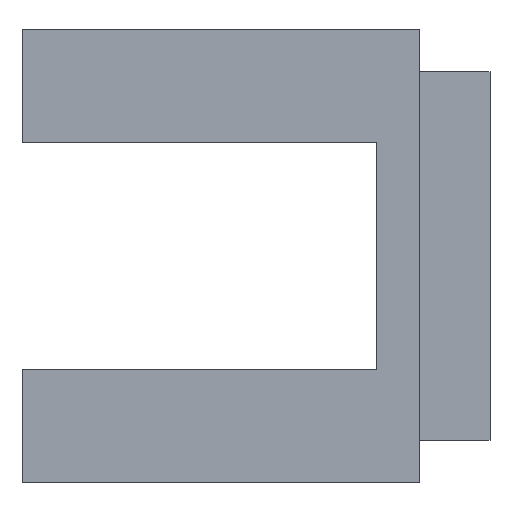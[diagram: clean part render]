
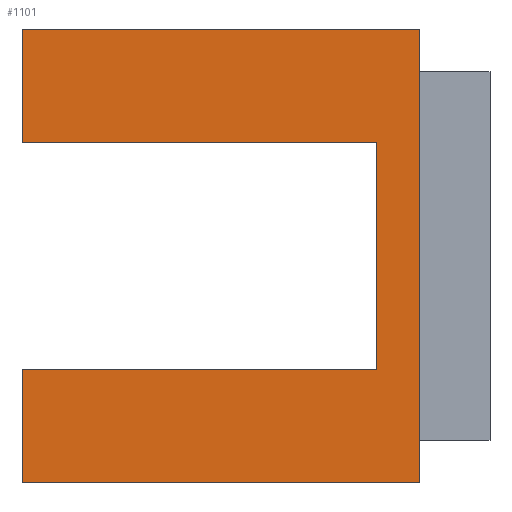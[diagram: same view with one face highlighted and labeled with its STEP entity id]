
A CAD part, left-side view. The second image highlights one B-rep face of the part: STEP entity #1101.
In plain terms, the highlighted planar face has unit normal (-1, 0, 0).
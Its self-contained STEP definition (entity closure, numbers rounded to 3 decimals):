
#31=FACE_OUTER_BOUND('',#87,.T.);
#87=EDGE_LOOP('',(#739,#740,#741,#742,#743,#744,#745,#746));
#155=LINE('',#1531,#311);
#159=LINE('',#1540,#315);
#161=LINE('',#1543,#317);
#162=LINE('',#1545,#318);
#163=LINE('',#1547,#319);
#164=LINE('',#1549,#320);
#165=LINE('',#1551,#321);
#166=LINE('',#1552,#322);
#311=VECTOR('',#1245,10.);
#315=VECTOR('',#1251,10.);
#317=VECTOR('',#1255,10.);
#318=VECTOR('',#1256,10.);
#319=VECTOR('',#1257,10.);
#320=VECTOR('',#1258,10.);
#321=VECTOR('',#1259,10.);
#322=VECTOR('',#1260,10.);
#467=VERTEX_POINT('',#1528);
#468=VERTEX_POINT('',#1530);
#471=VERTEX_POINT('',#1537);
#472=VERTEX_POINT('',#1539);
#473=VERTEX_POINT('',#1544);
#474=VERTEX_POINT('',#1546);
#475=VERTEX_POINT('',#1548);
#476=VERTEX_POINT('',#1550);
#573=EDGE_CURVE('',#468,#467,#155,.T.);
#577=EDGE_CURVE('',#472,#471,#159,.T.);
#579=EDGE_CURVE('',#471,#468,#161,.T.);
#580=EDGE_CURVE('',#473,#467,#162,.T.);
#581=EDGE_CURVE('',#474,#473,#163,.T.);
#582=EDGE_CURVE('',#475,#474,#164,.T.);
#583=EDGE_CURVE('',#475,#476,#165,.T.);
#584=EDGE_CURVE('',#472,#476,#166,.T.);
#739=ORIENTED_EDGE('',*,*,#577,.T.);
#740=ORIENTED_EDGE('',*,*,#579,.T.);
#741=ORIENTED_EDGE('',*,*,#573,.T.);
#742=ORIENTED_EDGE('',*,*,#580,.F.);
#743=ORIENTED_EDGE('',*,*,#581,.F.);
#744=ORIENTED_EDGE('',*,*,#582,.F.);
#745=ORIENTED_EDGE('',*,*,#583,.T.);
#746=ORIENTED_EDGE('',*,*,#584,.F.);
#1047=PLANE('',#1171);
#1101=ADVANCED_FACE('',(#31),#1047,.T.);
#1171=AXIS2_PLACEMENT_3D('',#1542,#1253,#1254);
#1245=DIRECTION('',(0.,1.,0.));
#1251=DIRECTION('',(0.,-1.,0.));
#1253=DIRECTION('center_axis',(-1.,0.,0.));
#1254=DIRECTION('ref_axis',(0.,0.,1.));
#1255=DIRECTION('',(0.,0.,-1.));
#1256=DIRECTION('',(0.,0.,1.));
#1257=DIRECTION('',(0.,1.,0.));
#1258=DIRECTION('',(0.,0.,-1.));
#1259=DIRECTION('',(0.,1.,0.));
#1260=DIRECTION('',(0.,0.,1.));
#1528=CARTESIAN_POINT('',(-27.5,28.,-8.));
#1530=CARTESIAN_POINT('',(-27.5,3.,-8.));
#1531=CARTESIAN_POINT('',(-27.5,14.,-8.));
#1537=CARTESIAN_POINT('',(-27.5,3.,8.));
#1539=CARTESIAN_POINT('',(-27.5,28.,8.));
#1540=CARTESIAN_POINT('',(-27.5,1.5,8.));
#1542=CARTESIAN_POINT('Origin',(-27.5,0.,-16.));
#1543=CARTESIAN_POINT('',(-27.5,3.,-12.));
#1544=CARTESIAN_POINT('',(-27.5,28.,-16.));
#1545=CARTESIAN_POINT('',(-27.5,28.,16.));
#1546=CARTESIAN_POINT('',(-27.5,0.,-16.));
#1547=CARTESIAN_POINT('',(-27.5,0.,-16.));
#1548=CARTESIAN_POINT('',(-27.5,0.,16.));
#1549=CARTESIAN_POINT('',(-27.5,0.,0.));
#1550=CARTESIAN_POINT('',(-27.5,28.,16.));
#1551=CARTESIAN_POINT('',(-27.5,0.,16.));
#1552=CARTESIAN_POINT('',(-27.5,28.,16.));
